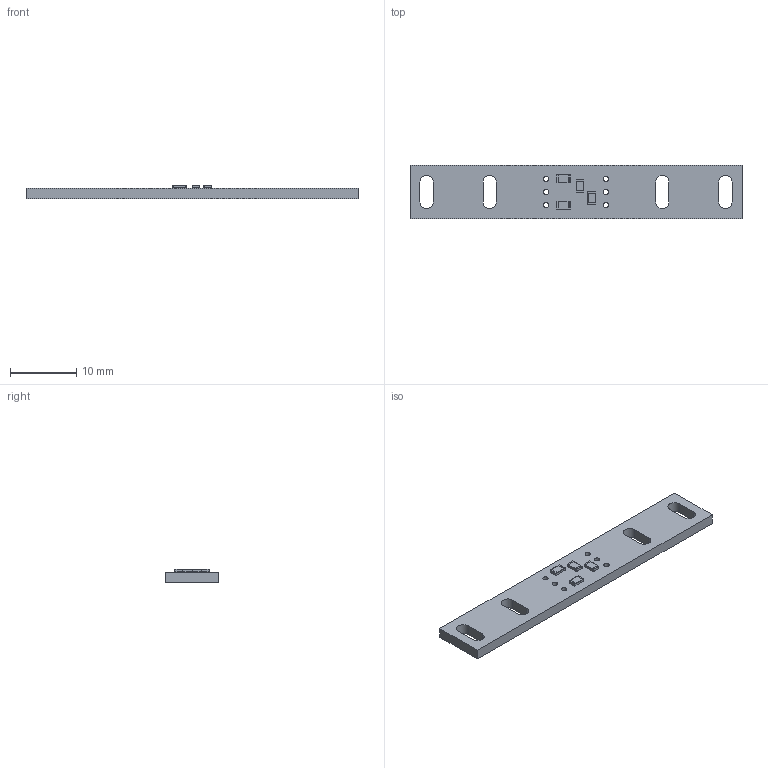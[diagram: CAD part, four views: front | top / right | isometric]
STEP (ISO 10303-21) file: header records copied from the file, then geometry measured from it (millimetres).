
FILE_DESCRIPTION(('Open CASCADE Model'),'2;1');
FILE_NAME('Open CASCADE Shape Model','2021-07-13T00:59:37',('Author'),( 'Open CASCADE'),'Open CASCADE STEP processor 6.8','Open CASCADE 6.8' ,'Unknown');
FILE_SCHEMA(('AUTOMOTIVE_DESIGN { 1 0 10303 214 1 1 1 1 }'));
Length unit declared in the file: millimetre
Products named in the file (8): PCB; Board; Open CASCADE STEP translator 6.8 1.1.1; R4; RESC0805_v1; R3; R2; R1
Assembly tree (10 placements, depth 3):
  PCB
    Board
      Open CASCADE STEP translator 6.8 1.1.1
    R4
      RESC0805_v1
    R3
      RESC0805_v1
    R2
      RESC0805_v1
    R1
      RESC0805_v1
Bounding box: 50 x 8 x 2.06 mm (x, y, z)
Volume: 584.2 mm3; surface area: 1072.1 mm2
Topology: 17 solids, 17 shells, 300 faces, 654 edges, 388 vertices
Faces by surface type: plane 142, cylinder 110, sphere 48
Full cylindrical faces by diameter (mm): 0.8 x6
Entity records: 2929 total; most frequent: DIRECTION 512, CARTESIAN_POINT 465, ORIENTED_EDGE 444, EDGE_CURVE 222, AXIS2_PLACEMENT_3D 183, LINE 146, VECTOR 146, VERTEX_POINT 136
